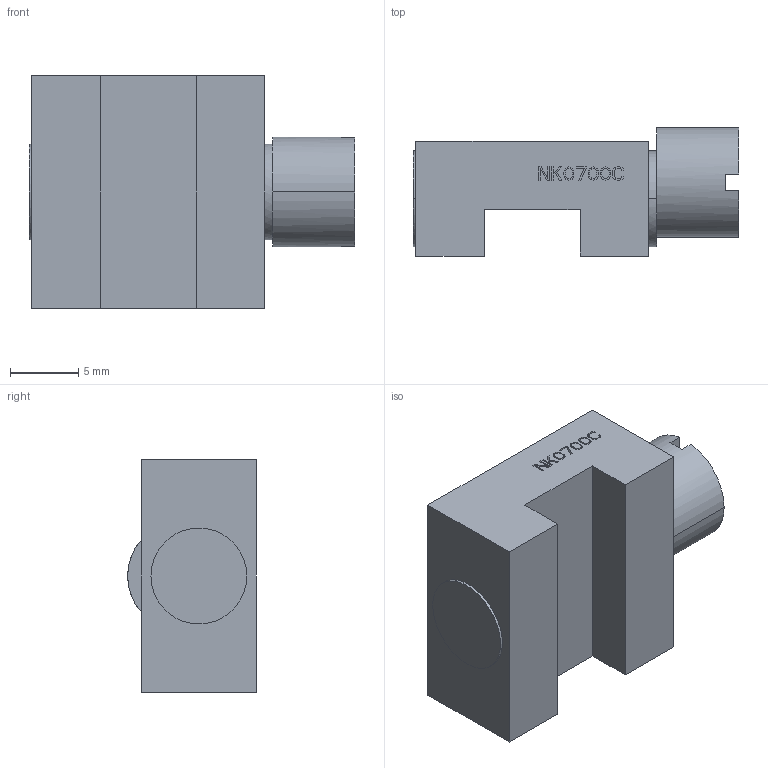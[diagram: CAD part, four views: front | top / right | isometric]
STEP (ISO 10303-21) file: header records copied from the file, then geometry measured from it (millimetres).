
FILE_DESCRIPTION((''),'2;1');
FILE_NAME('NK0700C','2024-08-07T20:55:24',('lx'),(''),'CREO PARAMETRIC BY PTC INC, 2018100','CREO PARAMETRIC BY PTC INC, 2018100','');
FILE_SCHEMA(('CONFIG_CONTROL_DESIGN'));
Length unit declared in the file: millimetre
Products named in the file (1): NK0700C
Bounding box: 23.8 x 9.4 x 17 mm (x, y, z)
Volume: 2220.3 mm3; surface area: 1630.5 mm2
Topology: 1 solids, 2 shells, 251 faces, 691 edges, 460 vertices
Faces by surface type: plane 235, cylinder 16
Entity records: 7885 total; most frequent: CARTESIAN_POINT 1402, ORIENTED_EDGE 1382, DIRECTION 1233, EDGE_CURVE 691, VECTOR 651, LINE 651, VERTEX_POINT 460, AXIS2_PLACEMENT_3D 291
